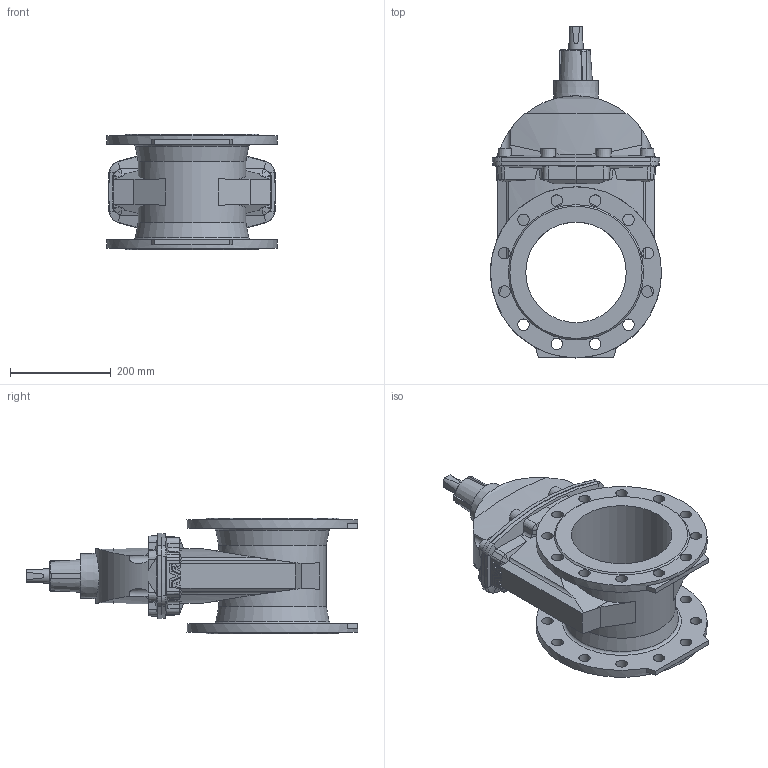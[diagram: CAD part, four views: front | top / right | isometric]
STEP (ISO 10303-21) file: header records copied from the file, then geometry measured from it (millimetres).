
FILE_DESCRIPTION (( 'STEP AP203' ), '1' );
FILE_NAME ('O_06_30_DN200_X1XXX99_AA1.step', '2017-04-20T07:52:47', ( 'Windows User' ), ( 'AVK' ), 'SwSTEP 2.0', 'SolidWorks 2012', '' );
FILE_SCHEMA (( 'CONFIG_CONTROL_DESIGN' ));
Length unit declared in the file: inch
Products named in the file (1): O_06_30_DN200_X1XXX99_AA1
Bounding box: 340 x 660.06 x 230 mm (x, y, z)
Volume: 11968225.2 mm3; surface area: 926965.8 mm2
Topology: 1 solids, 1 shells, 338 faces, 964 edges, 626 vertices
Faces by surface type: plane 156, cylinder 85, cone 82, sphere 10, torus 5
Full cylindrical faces by diameter (mm): 23 x24, 28 x2, 200 x1, 214 x1, 340 x2
Entity records: 11852 total; most frequent: CARTESIAN_POINT 3605, ORIENTED_EDGE 1766, DIRECTION 1568, EDGE_CURVE 883, VERTEX_POINT 595, AXIS2_PLACEMENT_3D 568, EDGE_LOOP 436, LINE 432
